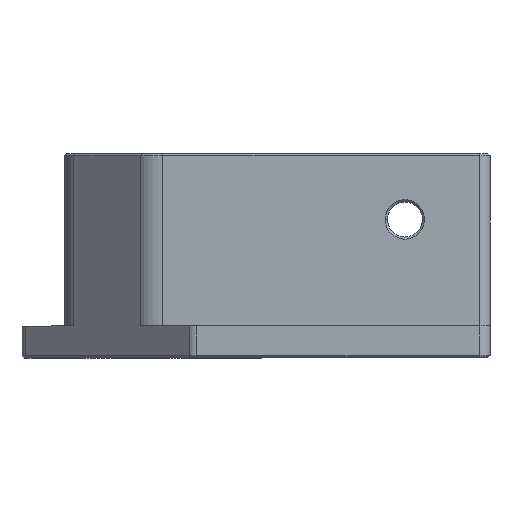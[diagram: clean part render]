
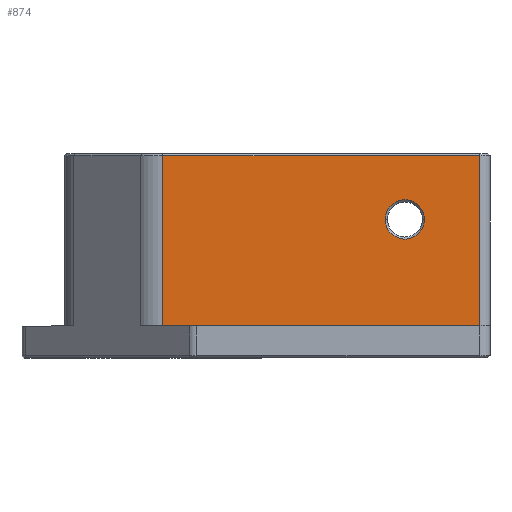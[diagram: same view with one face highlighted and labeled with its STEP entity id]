
A CAD part, top view. The second image highlights one B-rep face of the part: STEP entity #874.
In plain terms, the highlighted planar face has unit normal (0, 0, 1).
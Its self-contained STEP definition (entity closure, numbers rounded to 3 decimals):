
#98 = DIRECTION ( 'NONE',  ( 1., 0., 0. ) ) ;
#108 = PLANE ( 'NONE',  #189 ) ;
#165 = ORIENTED_EDGE ( 'NONE', *, *, #1326, .T. ) ;
#174 = DIRECTION ( 'NONE',  ( 0., 0., -1. ) ) ;
#181 = CARTESIAN_POINT ( 'NONE',  ( 33.85, 0., 0. ) ) ;
#189 = AXIS2_PLACEMENT_3D ( 'NONE', #692, #1470, #2056 ) ;
#228 = VERTEX_POINT ( 'NONE', #718 ) ;
#318 = VERTEX_POINT ( 'NONE', #181 ) ;
#392 = CARTESIAN_POINT ( 'NONE',  ( 9.243, 6., 0. ) ) ;
#495 = EDGE_CURVE ( 'NONE', #1222, #1018, #1675, .T. ) ;
#524 = EDGE_CURVE ( 'NONE', #1018, #1181, #2037, .T. ) ;
#529 = CARTESIAN_POINT ( 'NONE',  ( 0., 6., 0. ) ) ;
#535 = DIRECTION ( 'NONE',  ( 0., 0., -1. ) ) ;
#679 = VECTOR ( 'NONE', #2301, 1000. ) ;
#692 = CARTESIAN_POINT ( 'NONE',  ( 0., -10., 0. ) ) ;
#718 = CARTESIAN_POINT ( 'NONE',  ( 30.15, 0., 0. ) ) ;
#745 = ORIENTED_EDGE ( 'NONE', *, *, #986, .T. ) ;
#778 = CARTESIAN_POINT ( 'NONE',  ( 39., -10., 0. ) ) ;
#874 = ADVANCED_FACE ( 'NONE', ( #1674, #1077 ), #108, .T. ) ;
#890 = CARTESIAN_POINT ( 'NONE',  ( 39., -10., 0. ) ) ;
#925 = LINE ( 'NONE', #529, #1663 ) ;
#946 = VERTEX_POINT ( 'NONE', #392 ) ;
#986 = EDGE_CURVE ( 'NONE', #946, #1222, #2102, .T. ) ;
#1001 = CARTESIAN_POINT ( 'NONE',  ( 32., 0., 0. ) ) ;
#1018 = VERTEX_POINT ( 'NONE', #778 ) ;
#1056 = CIRCLE ( 'NONE', #2194, 1.85 ) ;
#1077 = FACE_OUTER_BOUND ( 'NONE', #2248, .T. ) ;
#1103 = DIRECTION ( 'NONE',  ( -1., 0., 0. ) ) ;
#1139 = DIRECTION ( 'NONE',  ( 1., 0., 0. ) ) ;
#1181 = VERTEX_POINT ( 'NONE', #1525 ) ;
#1222 = VERTEX_POINT ( 'NONE', #2296 ) ;
#1250 = CIRCLE ( 'NONE', #2302, 1.85 ) ;
#1307 = ORIENTED_EDGE ( 'NONE', *, *, #2082, .T. ) ;
#1313 = DIRECTION ( 'NONE',  ( 1., 0., 0. ) ) ;
#1326 = EDGE_CURVE ( 'NONE', #228, #318, #1250, .T. ) ;
#1470 = DIRECTION ( 'NONE',  ( 0., 0., 1. ) ) ;
#1481 = DIRECTION ( 'NONE',  ( 0., 1., 0. ) ) ;
#1525 = CARTESIAN_POINT ( 'NONE',  ( 39., 6., 0. ) ) ;
#1559 = ORIENTED_EDGE ( 'NONE', *, *, #524, .T. ) ;
#1640 = EDGE_CURVE ( 'NONE', #1181, #946, #925, .T. ) ;
#1663 = VECTOR ( 'NONE', #1103, 1000. ) ;
#1674 = FACE_BOUND ( 'NONE', #1874, .T. ) ;
#1675 = LINE ( 'NONE', #2448, #2025 ) ;
#1728 = ORIENTED_EDGE ( 'NONE', *, *, #1640, .T. ) ;
#1874 = EDGE_LOOP ( 'NONE', ( #1307, #165 ) ) ;
#1915 = CARTESIAN_POINT ( 'NONE',  ( 9.243, -10., 0. ) ) ;
#2025 = VECTOR ( 'NONE', #98, 1000. ) ;
#2037 = LINE ( 'NONE', #890, #2425 ) ;
#2056 = DIRECTION ( 'NONE',  ( 1., 0., 0. ) ) ;
#2082 = EDGE_CURVE ( 'NONE', #318, #228, #1056, .T. ) ;
#2102 = LINE ( 'NONE', #1915, #679 ) ;
#2115 = ORIENTED_EDGE ( 'NONE', *, *, #495, .T. ) ;
#2194 = AXIS2_PLACEMENT_3D ( 'NONE', #2424, #535, #1313 ) ;
#2248 = EDGE_LOOP ( 'NONE', ( #1559, #1728, #745, #2115 ) ) ;
#2296 = CARTESIAN_POINT ( 'NONE',  ( 9.243, -10., 0. ) ) ;
#2301 = DIRECTION ( 'NONE',  ( 0., -1., 0. ) ) ;
#2302 = AXIS2_PLACEMENT_3D ( 'NONE', #1001, #174, #1139 ) ;
#2424 = CARTESIAN_POINT ( 'NONE',  ( 32., 0., 0. ) ) ;
#2425 = VECTOR ( 'NONE', #1481, 1000. ) ;
#2448 = CARTESIAN_POINT ( 'NONE',  ( 0., -10., 0. ) ) ;
